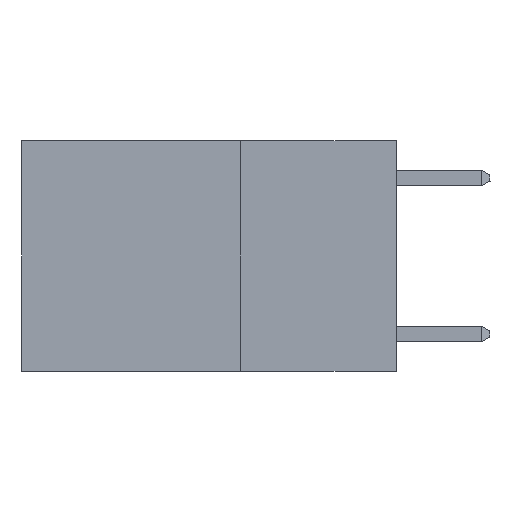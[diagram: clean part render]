
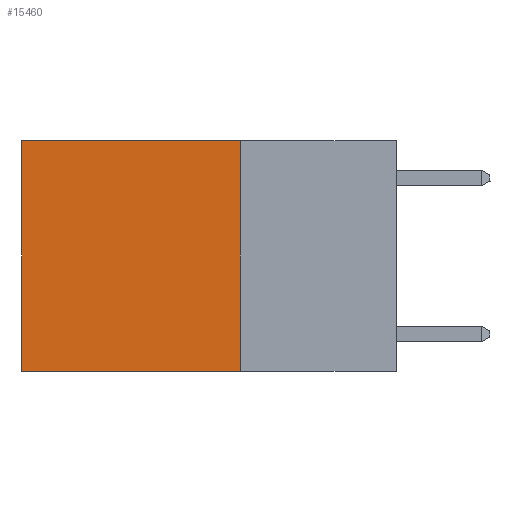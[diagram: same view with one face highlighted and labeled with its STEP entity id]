
A CAD part, left-side view. The second image highlights one B-rep face of the part: STEP entity #15460.
In plain terms, the highlighted planar face has unit normal (-1, 0, 0).
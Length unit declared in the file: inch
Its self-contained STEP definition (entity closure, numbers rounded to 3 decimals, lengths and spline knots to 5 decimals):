
#161 = ORIENTED_EDGE ( 'NONE', *, *, #5989, .F. ) ;
#213 = EDGE_CURVE ( 'NONE', #11207, #986, #5295, .T. ) ;
#681 = VECTOR ( 'NONE', #1640, 39.37008 ) ;
#770 = CARTESIAN_POINT ( 'NONE',  ( 0.2625, 0.6, 0. ) ) ;
#986 = VERTEX_POINT ( 'NONE', #770 ) ;
#1160 = VECTOR ( 'NONE', #7965, 39.37008 ) ;
#1640 = DIRECTION ( 'NONE',  ( 0., 0., -1. ) ) ;
#2283 = CARTESIAN_POINT ( 'NONE',  ( 0.2625, 0.25, -0.37 ) ) ;
#3300 = FACE_OUTER_BOUND ( 'NONE', #9140, .T. ) ;
#3819 = LINE ( 'NONE', #7491, #19253 ) ;
#5076 = CARTESIAN_POINT ( 'NONE',  ( 0.2625, 0.25, 0. ) ) ;
#5295 = LINE ( 'NONE', #5076, #1160 ) ;
#5989 = EDGE_CURVE ( 'NONE', #11923, #6266, #15362, .T. ) ;
#6266 = VERTEX_POINT ( 'NONE', #14745 ) ;
#7169 = LINE ( 'NONE', #13663, #681 ) ;
#7433 = DIRECTION ( 'NONE',  ( 0., 0., -1. ) ) ;
#7491 = CARTESIAN_POINT ( 'NONE',  ( 0.2625, 0.25, 0. ) ) ;
#7965 = DIRECTION ( 'NONE',  ( 0., 1., 0. ) ) ;
#8598 = EDGE_CURVE ( 'NONE', #11207, #11923, #3819, .T. ) ;
#8631 = CARTESIAN_POINT ( 'NONE',  ( 0.2625, 0.25, 0. ) ) ;
#8911 = CARTESIAN_POINT ( 'NONE',  ( 0.2625, 0.25, 0. ) ) ;
#8974 = DIRECTION ( 'NONE',  ( 0., 0., -1. ) ) ;
#9140 = EDGE_LOOP ( 'NONE', ( #10898, #161, #16035, #16490 ) ) ;
#9265 = VECTOR ( 'NONE', #9690, 39.37008 ) ;
#9690 = DIRECTION ( 'NONE',  ( 0., 1., 0. ) ) ;
#10290 = PLANE ( 'NONE',  #17707 ) ;
#10898 = ORIENTED_EDGE ( 'NONE', *, *, #17247, .T. ) ;
#11207 = VERTEX_POINT ( 'NONE', #8631 ) ;
#11923 = VERTEX_POINT ( 'NONE', #13407 ) ;
#13407 = CARTESIAN_POINT ( 'NONE',  ( 0.2625, 0.25, -0.37 ) ) ;
#13663 = CARTESIAN_POINT ( 'NONE',  ( 0.2625, 0.6, 0. ) ) ;
#14745 = CARTESIAN_POINT ( 'NONE',  ( 0.2625, 0.6, -0.37 ) ) ;
#15362 = LINE ( 'NONE', #2283, #9265 ) ;
#15460 = ADVANCED_FACE ( 'NONE', ( #3300 ), #10290, .F. ) ;
#16035 = ORIENTED_EDGE ( 'NONE', *, *, #8598, .F. ) ;
#16381 = DIRECTION ( 'NONE',  ( 1., 0., 0. ) ) ;
#16490 = ORIENTED_EDGE ( 'NONE', *, *, #213, .T. ) ;
#17247 = EDGE_CURVE ( 'NONE', #986, #6266, #7169, .T. ) ;
#17707 = AXIS2_PLACEMENT_3D ( 'NONE', #8911, #16381, #8974 ) ;
#19253 = VECTOR ( 'NONE', #7433, 39.37008 ) ;
